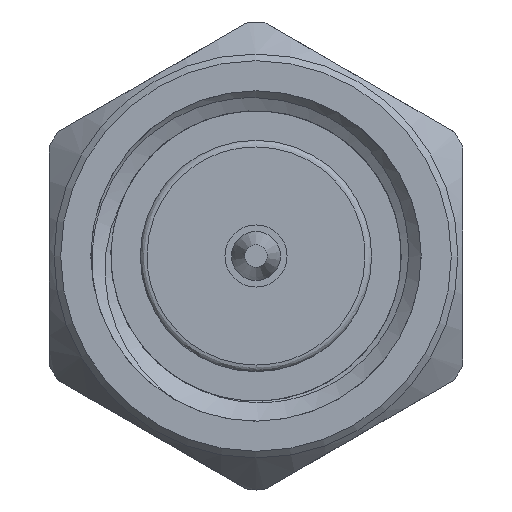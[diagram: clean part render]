
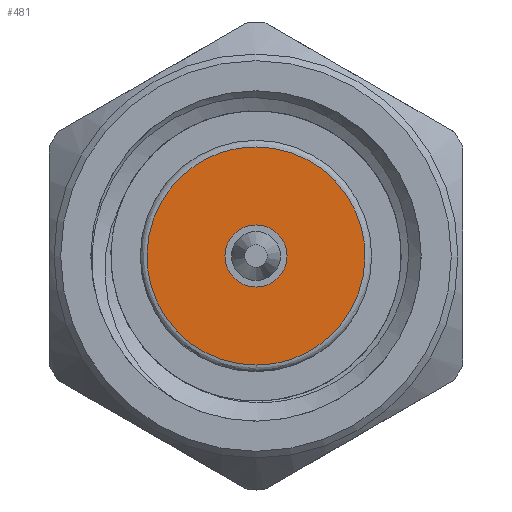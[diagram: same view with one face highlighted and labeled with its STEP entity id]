
A CAD part, left-side view. The second image highlights one B-rep face of the part: STEP entity #481.
In plain terms, the highlighted planar face has unit normal (-1, 0, 0).
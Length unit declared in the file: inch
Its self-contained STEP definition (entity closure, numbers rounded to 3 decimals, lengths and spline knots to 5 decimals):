
#106 = CARTESIAN_POINT ( 'NONE',  ( 0.11, -0.165, -0.0825 ) ) ;
#320 = DIRECTION ( 'NONE',  ( 0., 0., -1. ) ) ;
#406 =( BOUNDED_CURVE ( )  B_SPLINE_CURVE ( 3, ( #1790, #2122, #106, #2469 ),
 .UNSPECIFIED., .F., .T. ) 
 B_SPLINE_CURVE_WITH_KNOTS ( ( 4, 4 ),
 ( 0., 1. ),
 .UNSPECIFIED. ) 
 CURVE ( )  GEOMETRIC_REPRESENTATION_ITEM ( )  RATIONAL_B_SPLINE_CURVE ( ( 1., 0.333, 0.333, 1. ) ) 
 REPRESENTATION_ITEM ( '' )  );
#409 = ORIENTED_EDGE ( 'NONE', *, *, #3544, .F. ) ;
#481 = ADVANCED_FACE ( 'NONE', ( #3722, #4190 ), #3620, .F. ) ;
#1194 = CIRCLE ( 'NONE', #2993, 0.0235 ) ;
#1547 = CARTESIAN_POINT ( 'NONE',  ( 0.11, 0.165, 0.0825 ) ) ;
#1586 = EDGE_LOOP ( 'NONE', ( #2231, #2615 ) ) ;
#1638 = DIRECTION ( 'NONE',  ( -1., 0., 0. ) ) ;
#1641 = CARTESIAN_POINT ( 'NONE',  ( 0.11, 0., 0.0825 ) ) ;
#1744 = EDGE_CURVE ( 'NONE', #1926, #4185, #406, .T. ) ;
#1790 = CARTESIAN_POINT ( 'NONE',  ( 0.11, 0., 0.0825 ) ) ;
#1926 = VERTEX_POINT ( 'NONE', #1641 ) ;
#2122 = CARTESIAN_POINT ( 'NONE',  ( 0.11, -0.165, 0.0825 ) ) ;
#2231 = ORIENTED_EDGE ( 'NONE', *, *, #3721, .F. ) ;
#2469 = CARTESIAN_POINT ( 'NONE',  ( 0.11, 0., -0.0825 ) ) ;
#2535 = CARTESIAN_POINT ( 'NONE',  ( 0.11, 0., -0.0825 ) ) ;
#2615 = ORIENTED_EDGE ( 'NONE', *, *, #1744, .F. ) ;
#2839 = CARTESIAN_POINT ( 'NONE',  ( 0.11, 0., 0.0825 ) ) ;
#2959 = CARTESIAN_POINT ( 'NONE',  ( 0.11, 0., 0. ) ) ;
#2993 = AXIS2_PLACEMENT_3D ( 'NONE', #3608, #1638, #3930 ) ;
#2999 = EDGE_LOOP ( 'NONE', ( #409 ) ) ;
#3007 = VERTEX_POINT ( 'NONE', #3566 ) ;
#3525 = CARTESIAN_POINT ( 'NONE',  ( 0.11, 0., -0.0825 ) ) ;
#3544 = EDGE_CURVE ( 'NONE', #3007, #3007, #1194, .T. ) ;
#3566 = CARTESIAN_POINT ( 'NONE',  ( 0.11, 0., -0.0235 ) ) ;
#3608 = CARTESIAN_POINT ( 'NONE',  ( 0.11, 0., 0. ) ) ;
#3620 = PLANE ( 'NONE',  #3718 ) ;
#3718 = AXIS2_PLACEMENT_3D ( 'NONE', #2959, #4239, #320 ) ;
#3721 = EDGE_CURVE ( 'NONE', #4185, #1926, #4285, .T. ) ;
#3722 = FACE_BOUND ( 'NONE', #2999, .T. ) ;
#3930 = DIRECTION ( 'NONE',  ( 0., 0., -1. ) ) ;
#4172 = CARTESIAN_POINT ( 'NONE',  ( 0.11, 0.165, -0.0825 ) ) ;
#4185 = VERTEX_POINT ( 'NONE', #3525 ) ;
#4190 = FACE_OUTER_BOUND ( 'NONE', #1586, .T. ) ;
#4239 = DIRECTION ( 'NONE',  ( 1., 0., 0. ) ) ;
#4285 =( BOUNDED_CURVE ( )  B_SPLINE_CURVE ( 3, ( #2535, #4172, #1547, #2839 ),
 .UNSPECIFIED., .F., .T. ) 
 B_SPLINE_CURVE_WITH_KNOTS ( ( 4, 4 ),
 ( 0., 1. ),
 .UNSPECIFIED. ) 
 CURVE ( )  GEOMETRIC_REPRESENTATION_ITEM ( )  RATIONAL_B_SPLINE_CURVE ( ( 1., 0.333, 0.333, 1. ) ) 
 REPRESENTATION_ITEM ( '' )  );
